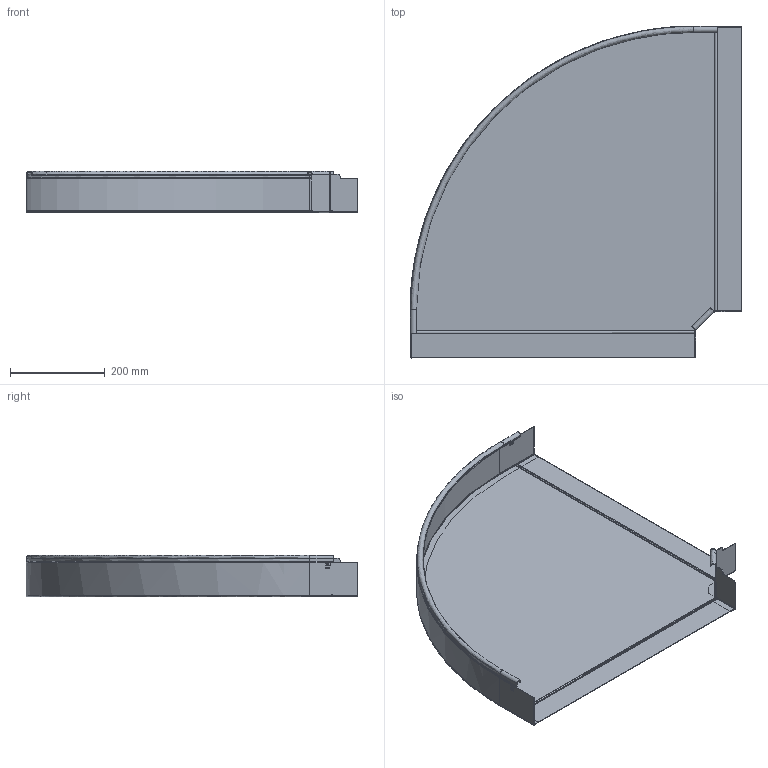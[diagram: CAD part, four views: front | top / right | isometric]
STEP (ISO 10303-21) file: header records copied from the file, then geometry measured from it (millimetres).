
FILE_DESCRIPTION(/* description */ (''),/* implementation_level */ '2;1');
FILE_NAME(/* name */ '6041520',/* time_stamp */ '2014-08-22T09:18:08+02:00',/* author */ (''),/* organization */ (''),/* preprocessor_version */ 'ST-DEVELOPER v15',/* originating_system */ '',/* authorisation */ '');
FILE_SCHEMA (('AUTOMOTIVE_DESIGN'));
Length unit declared in the file: millimetre
Products named in the file (2): Document; Block 02
Assembly tree (1 placements, depth 2):
  Document
    Block 02
Bounding box: 701.35 x 701.35 x 88 mm (x, y, z)
Volume: 687394.9 mm3; surface area: 1106788.1 mm2
Topology: 3 solids, 3 shells, 379 faces, 963 edges, 614 vertices
Faces by surface type: plane 229, bspline 150
Entity records: 16004 total; most frequent: CARTESIAN_POINT 9684, ORIENTED_EDGE 1924, EDGE_CURVE 962, B_SPLINE_CURVE_WITH_KNOTS 820, VERTEX_POINT 614, EDGE_LOOP 404, ADVANCED_FACE 379, FACE_OUTER_BOUND 379
